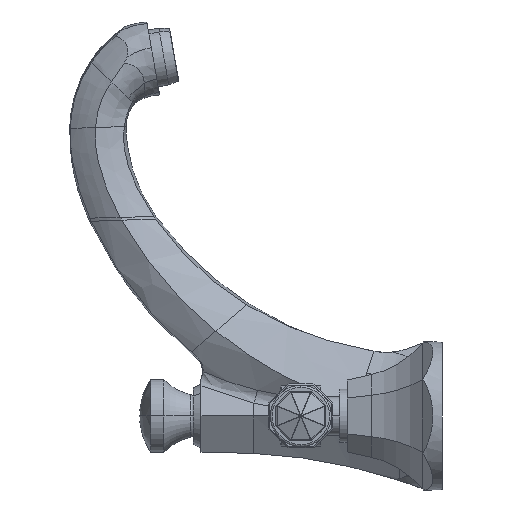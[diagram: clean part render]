
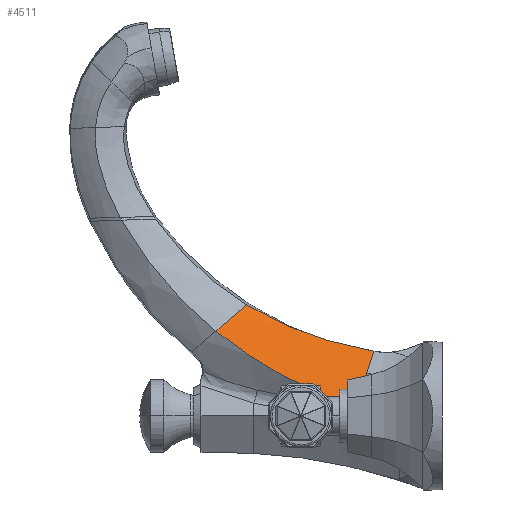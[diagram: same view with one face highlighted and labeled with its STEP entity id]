
A CAD part, left-side view. The second image highlights one B-rep face of the part: STEP entity #4511.
In plain terms, the highlighted free-form (B-spline) face has degree [3, 3] with [6, 5] control points.
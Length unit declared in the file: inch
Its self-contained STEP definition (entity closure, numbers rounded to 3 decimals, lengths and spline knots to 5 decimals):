
#594=CARTESIAN_POINT('',(-0.41759,3.13705,1.78065));
#595=CARTESIAN_POINT('',(-0.47417,3.21564,1.71419));
#596=CARTESIAN_POINT('',(-0.57629,3.37745,1.57735));
#597=CARTESIAN_POINT('',(-0.65526,3.54664,1.43427));
#598=CARTESIAN_POINT('',(-0.68871,3.63261,1.36157));
#1202=CARTESIAN_POINT('',(-0.98119,1.41842,
0.11055));
#1203=CARTESIAN_POINT('',(-0.97786,1.43429,
0.11951));
#1204=CARTESIAN_POINT('',(-0.97108,1.46902,
0.13808));
#1205=CARTESIAN_POINT('',(-0.96085,1.5302,
0.16726));
#1206=CARTESIAN_POINT('',(-0.95411,1.57794,
0.18758));
#1207=CARTESIAN_POINT('',(-0.95081,1.60357,
0.19786));
#1209=CARTESIAN_POINT('',(-0.95081,1.60357,
0.19786));
#1210=CARTESIAN_POINT('',(-0.92209,1.82707,
0.28748));
#1211=CARTESIAN_POINT('',(-0.82856,2.54757,
0.60847));
#1212=CARTESIAN_POINT('',(-0.74103,3.21626,
1.02641));
#1213=CARTESIAN_POINT('',(-0.68871,3.63261,
1.36157));
#1215=CARTESIAN_POINT('',(-0.56703,1.09953,
1.0394));
#1216=CARTESIAN_POINT('',(-0.56956,1.10135,
1.03395));
#1217=CARTESIAN_POINT('',(-0.58743,1.11413,
0.99549));
#1218=CARTESIAN_POINT('',(-0.62195,1.13859,
0.92045));
#1219=CARTESIAN_POINT('',(-0.67171,1.17404,
0.81057));
#1220=CARTESIAN_POINT('',(-0.70616,1.19921,
0.73343));
#1221=CARTESIAN_POINT('',(-0.72406,1.21255,
0.6931));
#1223=CARTESIAN_POINT('',(-0.98119,1.41842,
0.11055));
#1224=CARTESIAN_POINT('',(-0.96418,1.40458,
0.14843));
#1225=CARTESIAN_POINT('',(-0.92822,1.37486,
0.2292));
#1226=CARTESIAN_POINT('',(-0.86929,1.3261,
0.36311));
#1227=CARTESIAN_POINT('',(-0.80236,1.27221,
0.51583));
#1228=CARTESIAN_POINT('',(-0.75129,1.23256,
0.63177));
#1229=CARTESIAN_POINT('',(-0.72406,1.21255,
0.6931));
#1231=CARTESIAN_POINT('',(-0.56703,1.09953,
1.0394));
#1256=CARTESIAN_POINT('',(-0.56703,1.09953,
1.0394));
#1257=CARTESIAN_POINT('',(-0.56414,1.18835,
1.05488));
#1258=CARTESIAN_POINT('',(-0.55236,1.48346,
1.1122));
#1259=CARTESIAN_POINT('',(-0.50942,2.17918,
1.29618));
#1260=CARTESIAN_POINT('',(-0.45315,2.76376,
1.55321));
#1261=CARTESIAN_POINT('',(-0.41759,3.13705,
1.78065));
#2304=VERTEX_POINT('',#1231);
#2305=VERTEX_POINT('',#1261);
#2307=VERTEX_POINT('',#1221);
#2309=VERTEX_POINT('',#1223);
#2310=VERTEX_POINT('',#1207);
#2311=VERTEX_POINT('',#1213);
#4468=CARTESIAN_POINT('',(-0.69179,3.64057,
1.35484));
#4469=CARTESIAN_POINT('',(-0.6577,3.55187,
1.42986));
#4470=CARTESIAN_POINT('',(-0.57786,3.37995,
1.57524));
#4471=CARTESIAN_POINT('',(-0.47417,3.21564,
1.71419));
#4472=CARTESIAN_POINT('',(-0.41759,3.13705,
1.78065));
#4473=CARTESIAN_POINT('',(-0.74459,3.22362,
1.01809));
#4474=CARTESIAN_POINT('',(-0.70503,3.14164,
1.11071));
#4475=CARTESIAN_POINT('',(-0.61801,2.98482,
1.29505));
#4476=CARTESIAN_POINT('',(-0.51128,2.83561,
1.47114));
#4477=CARTESIAN_POINT('',(-0.45315,2.76376,
1.55321));
#4478=CARTESIAN_POINT('',(-0.83675,2.52555,
0.58048));
#4479=CARTESIAN_POINT('',(-0.78581,2.46323,
0.6998));
#4480=CARTESIAN_POINT('',(-0.68288,2.34962,
0.94799));
#4481=CARTESIAN_POINT('',(-0.56977,2.23749,
1.18778));
#4482=CARTESIAN_POINT('',(-0.50942,2.17917,
1.29618));
#4483=CARTESIAN_POINT('',(-0.94971,1.66317,
0.20048));
#4484=CARTESIAN_POINT('',(-0.88312,1.63139,
0.35224));
#4485=CARTESIAN_POINT('',(-0.75269,1.57619,
0.66385));
#4486=CARTESIAN_POINT('',(-0.62003,1.51726,
0.96974));
#4487=CARTESIAN_POINT('',(-0.55236,1.48346,
1.1122));
#4488=CARTESIAN_POINT('',(-0.99694,1.29627,
0.0644));
#4489=CARTESIAN_POINT('',(-0.92371,1.27751,
0.23012));
#4490=CARTESIAN_POINT('',(-0.78037,1.24537,
0.56553));
#4491=CARTESIAN_POINT('',(-0.63641,1.20962,
0.89721));
#4492=CARTESIAN_POINT('',(-0.56414,1.18835,
1.05488));
#4493=CARTESIAN_POINT('',(-1.01104,1.18593,
0.0256));
#4494=CARTESIAN_POINT('',(-0.93582,1.171,
0.19553));
#4495=CARTESIAN_POINT('',(-0.78848,1.14556,
0.53784));
#4496=CARTESIAN_POINT('',(-0.64083,1.11683,
0.87707));
#4497=CARTESIAN_POINT('',(-0.56703,1.09954,
1.0394));
#4498=B_SPLINE_SURFACE_WITH_KNOTS('',3,3,((#4468,#4469,#4470,#4471,#4472),
(#4473,#4474,#4475,#4476,#4477),(#4478,#4479,#4480,#4481,#4482),(#4483,#4484,
#4485,#4486,#4487),(#4488,#4489,#4490,#4491,#4492),(#4493,#4494,#4495,#4496,
#4497)),.UNSPECIFIED.,.F.,.F.,.F.,(4,1,1,4),(4,1,4),(0.59804,
0.79902,0.89951,0.94245),(0.31117,
0.4001,0.48637),.UNSPECIFIED.);
#4500=ORIENTED_EDGE('',*,*,#4499,.F.);
#4502=ORIENTED_EDGE('',*,*,#4501,.T.);
#4503=ORIENTED_EDGE('',*,*,#4407,.T.);
#4504=ORIENTED_EDGE('',*,*,#3703,.F.);
#4506=ORIENTED_EDGE('',*,*,#4505,.F.);
#4508=ORIENTED_EDGE('',*,*,#4507,.T.);
#4509=EDGE_LOOP('',(#4500,#4502,#4503,#4504,#4506,#4508));
#4510=FACE_OUTER_BOUND('',#4509,.F.);
#4511=ADVANCED_FACE('',(#4510),#4498,.T.);
#599=B_SPLINE_CURVE_WITH_KNOTS('',3,(#594,#595,#596,#597,#598),.UNSPECIFIED.,
.F.,.F.,(4,1,4),(0.,0.5,1.),.UNSPECIFIED.);
#1208=B_SPLINE_CURVE_WITH_KNOTS('',3,(#1202,#1203,#1204,#1205,#1206,#1207),
.UNSPECIFIED.,.F.,.F.,(4,1,1,4),(0.,0.33333,0.66667,1.),
.UNSPECIFIED.);
#1214=B_SPLINE_CURVE_WITH_KNOTS('',3,(#1209,#1210,#1211,#1212,#1213),
.UNSPECIFIED.,.F.,.F.,(4,1,4),(0.,0.30581,1.),.UNSPECIFIED.);
#1222=B_SPLINE_CURVE_WITH_KNOTS('',3,(#1215,#1216,#1217,#1218,#1219,#1220,
#1221),.UNSPECIFIED.,.F.,.F.,(4,1,1,1,4),(0.,0.04773,
0.33697,0.65504,1.),.UNSPECIFIED.);
#1230=B_SPLINE_CURVE_WITH_KNOTS('',3,(#1223,#1224,#1225,#1226,#1227,#1228,
#1229),.UNSPECIFIED.,.F.,.F.,(4,1,1,1,4),(0.,0.25,0.5,0.75,1.),
.UNSPECIFIED.);
#1262=B_SPLINE_CURVE_WITH_KNOTS('',3,(#1256,#1257,#1258,#1259,#1260,#1261),
.UNSPECIFIED.,.F.,.F.,(4,1,1,4),(0.,0.12467,0.41645,1.),
.UNSPECIFIED.);
#3703=EDGE_CURVE('',#2305,#2311,#599,.T.);
#4407=EDGE_CURVE('',#2310,#2311,#1214,.T.);
#4499=EDGE_CURVE('',#2309,#2307,#1230,.T.);
#4501=EDGE_CURVE('',#2309,#2310,#1208,.T.);
#4505=EDGE_CURVE('',#2304,#2305,#1262,.T.);
#4507=EDGE_CURVE('',#2304,#2307,#1222,.T.);
